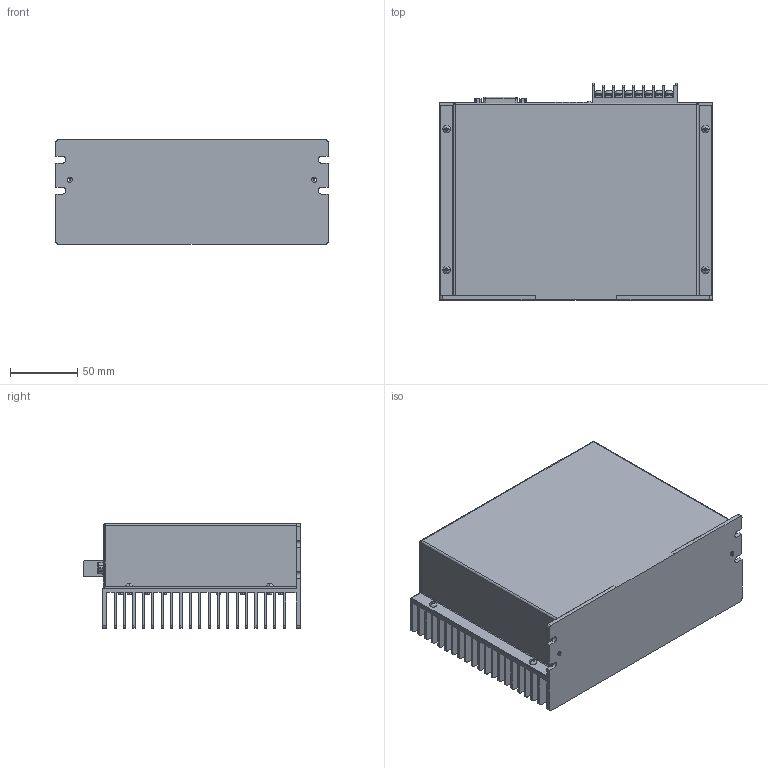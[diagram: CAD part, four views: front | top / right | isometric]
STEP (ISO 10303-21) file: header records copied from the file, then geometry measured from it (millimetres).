
FILE_DESCRIPTION((''),'2;1');
FILE_NAME('RT-R130','2025-03-21T16:02:16',('ruiwe'),(''),'CREO PARAMETRIC BY PTC INC, 2021063','CREO PARAMETRIC BY PTC INC, 2021063','');
FILE_SCHEMA(('CONFIG_CONTROL_DESIGN','SHAPE_APPEARANCE_LAYERS_GROUPS'));
Products named in the file (1): RT-R130
Bounding box: 203 x 162.5 x 78 mm (x, y, z)
Volume: 399258.9 mm3; surface area: 435473.6 mm2
Topology: 1 solids, 2 shells, 2355 faces, 5931 edges, 3612 vertices
Faces by surface type: plane 1433, cylinder 418, cone 192, bspline 144, sphere 98, torus 62, revolution 4, extrusion 4
Entity records: 83336 total; most frequent: CARTESIAN_POINT 17975, ORIENTED_EDGE 11670, DIRECTION 11141, EDGE_CURVE 5837, AXIS2_PLACEMENT_3D 3844, VERTEX_POINT 3611, VECTOR 3449, LINE 3445
